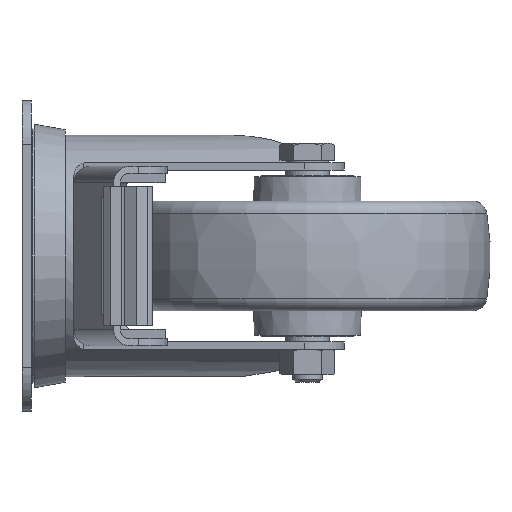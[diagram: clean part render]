
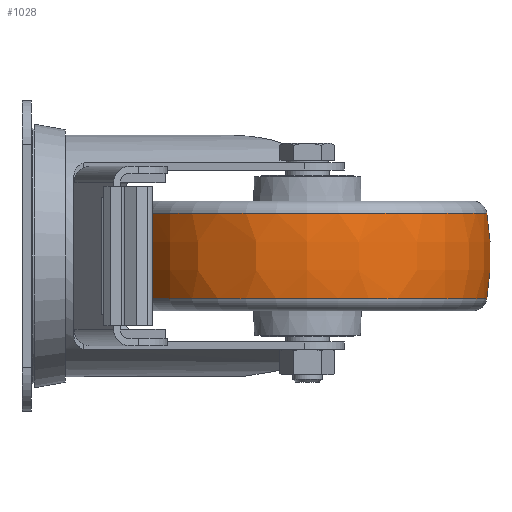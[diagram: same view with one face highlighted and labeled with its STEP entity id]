
A CAD part, left-side view. The second image highlights one B-rep face of the part: STEP entity #1028.
In plain terms, the highlighted free-form (B-spline) face has degree [3, 3] with [4, 7] control points.
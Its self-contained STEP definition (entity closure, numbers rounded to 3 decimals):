
#1028 = ADVANCED_FACE( '', ( #2070, #2071 ), #2072, .T. );
#2070 = FACE_OUTER_BOUND( '', #3086, .T. );
#2071 = FACE_OUTER_BOUND( '', #3087, .T. );
#2072 = ( BOUNDED_SURFACE(  )B_SPLINE_SURFACE( 3, 3, ( ( #3090, #3091, #3092, #3093, #3094, #3095, #3096 ), ( #3097, #3098, #3099, #3100, #3101, #3102, #3103 ), ( #3104, #3105, #3106, #3107, #3108, #3109, #3110 ), ( #3111, #3112, #3113, #3114, #3115, #3116, #3117 ) ), .UNSPECIFIED., .F., .T., .F. )B_SPLINE_SURFACE_WITH_KNOTS( ( 4, 4 ), ( 4, 3, 4 ), ( 0., 6.283 ), ( -0.165, 0.001, 0.167 ), .UNSPECIFIED. )GEOMETRIC_REPRESENTATION_ITEM(  )RATIONAL_B_SPLINE_SURFACE( ( ( 1., 0.333, 0.333, 1., 0.333, 0.333, 1. ), ( 0.991, 0.33, 0.33, 0.991, 0.33, 0.33, 0.991 ), ( 0.991, 0.33, 0.33, 0.991, 0.33, 0.33, 0.991 ), ( 1., 0.333, 0.333, 1., 0.333, 0.333, 1. ) ) )REPRESENTATION_ITEM( '' )SURFACE(  ) );
#3086 = EDGE_LOOP( '', ( #5701 ) );
#3087 = EDGE_LOOP( '', ( #5702 ) );
#3090 = CARTESIAN_POINT( '', ( 33.663, 0., -49.022 ) );
#3091 = CARTESIAN_POINT( '', ( 33.663, 98.044, -49.022 ) );
#3092 = CARTESIAN_POINT( '', ( 33.663, 98.044, 49.022 ) );
#3093 = CARTESIAN_POINT( '', ( 33.663, 0., 49.022 ) );
#3094 = CARTESIAN_POINT( '', ( 33.663, -98.044, 49.022 ) );
#3095 = CARTESIAN_POINT( '', ( 33.663, -98.044, -49.022 ) );
#3096 = CARTESIAN_POINT( '', ( 33.663, 0., -49.022 ) );
#3097 = CARTESIAN_POINT( '', ( 25.927, 0., -50.323 ) );
#3098 = CARTESIAN_POINT( '', ( 25.927, 100.646, -50.323 ) );
#3099 = CARTESIAN_POINT( '', ( 25.927, 100.646, 50.323 ) );
#3100 = CARTESIAN_POINT( '', ( 25.927, 0., 50.323 ) );
#3101 = CARTESIAN_POINT( '', ( 25.927, -100.646, 50.323 ) );
#3102 = CARTESIAN_POINT( '', ( 25.927, -100.646, -50.323 ) );
#3103 = CARTESIAN_POINT( '', ( 25.927, 0., -50.323 ) );
#3104 = CARTESIAN_POINT( '', ( 18.081, 0., -50.329 ) );
#3105 = CARTESIAN_POINT( '', ( 18.081, 100.658, -50.329 ) );
#3106 = CARTESIAN_POINT( '', ( 18.081, 100.658, 50.329 ) );
#3107 = CARTESIAN_POINT( '', ( 18.081, 0., 50.329 ) );
#3108 = CARTESIAN_POINT( '', ( 18.081, -100.658, 50.329 ) );
#3109 = CARTESIAN_POINT( '', ( 18.081, -100.658, -50.329 ) );
#3110 = CARTESIAN_POINT( '', ( 18.081, 0., -50.329 ) );
#3111 = CARTESIAN_POINT( '', ( 10.343, 0., -49.04 ) );
#3112 = CARTESIAN_POINT( '', ( 10.343, 98.08, -49.04 ) );
#3113 = CARTESIAN_POINT( '', ( 10.343, 98.08, 49.04 ) );
#3114 = CARTESIAN_POINT( '', ( 10.343, 0., 49.04 ) );
#3115 = CARTESIAN_POINT( '', ( 10.343, -98.08, 49.04 ) );
#3116 = CARTESIAN_POINT( '', ( 10.343, -98.08, -49.04 ) );
#3117 = CARTESIAN_POINT( '', ( 10.343, 0., -49.04 ) );
#5701 = ORIENTED_EDGE( '', *, *, #6575, .T. );
#5702 = ORIENTED_EDGE( '', *, *, #5949, .F. );
#5949 = EDGE_CURVE( '', #7080, #7080, #7081, .T. );
#6575 = EDGE_CURVE( '', #8048, #8048, #8049, .T. );
#7080 = VERTEX_POINT( '', #8721 );
#7081 = CIRCLE( '', #8722, 49.022 );
#8048 = VERTEX_POINT( '', #10191 );
#8049 = CIRCLE( '', #10192, 49.04 );
#8721 = CARTESIAN_POINT( '', ( 33.663, 0., -49.022 ) );
#8722 = AXIS2_PLACEMENT_3D( '', #10892, #10893, #10894 );
#10191 = CARTESIAN_POINT( '', ( 10.343, 0., -49.04 ) );
#10192 = AXIS2_PLACEMENT_3D( '', #11587, #11588, #11589 );
#10892 = CARTESIAN_POINT( '', ( 33.663, 0., 0. ) );
#10893 = DIRECTION( '', ( 1., 0., 0. ) );
#10894 = DIRECTION( '', ( 0., 0., -1. ) );
#11587 = CARTESIAN_POINT( '', ( 10.343, 0., 0. ) );
#11588 = DIRECTION( '', ( 1., 0., 0. ) );
#11589 = DIRECTION( '', ( 0., 0., -1. ) );
